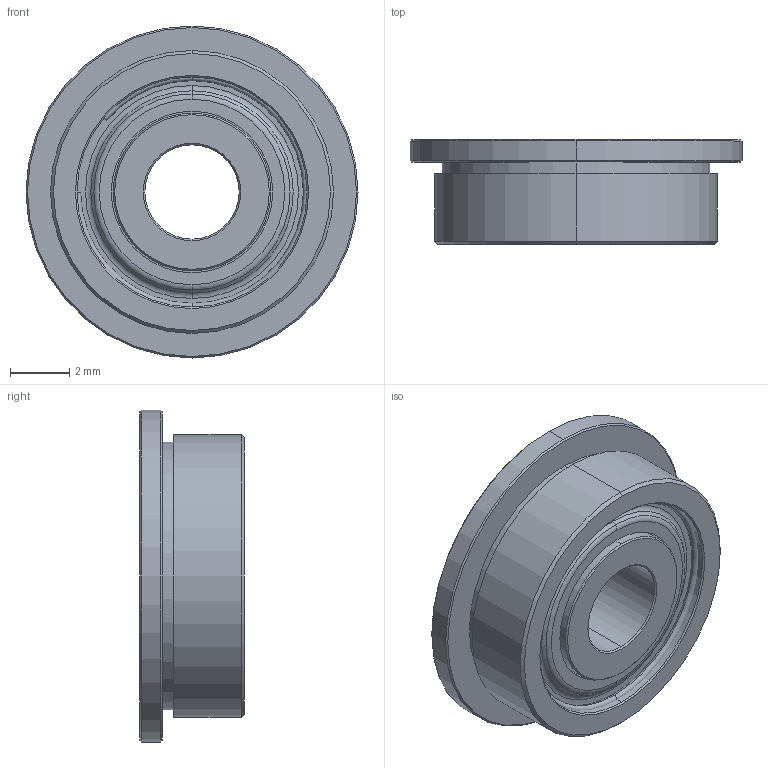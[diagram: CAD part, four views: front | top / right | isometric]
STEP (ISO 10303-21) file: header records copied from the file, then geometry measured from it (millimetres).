
FILE_DESCRIPTION (( 'STEP AP203' ), '1' );
FILE_NAME ('535206.STEP', '2016-10-06T21:57:04', ( '' ), ( '' ), 'SwSTEP 2.0', 'SolidWorks 2014', '' );
FILE_SCHEMA (( 'CONFIG_CONTROL_DESIGN' ));
Length unit declared in the file: inch
Products named in the file (1): 535206
Bounding box: 11.18 x 3.53 x 11.18 mm (x, y, z)
Volume: 220.4 mm3; surface area: 451 mm2
Topology: 3 solids, 3 shells, 84 faces, 164 edges, 98 vertices
Faces by surface type: cylinder 24, cone 22, torus 20, plane 18
Entity records: 2253 total; most frequent: DIRECTION 452, CARTESIAN_POINT 347, ORIENTED_EDGE 328, AXIS2_PLACEMENT_3D 203, EDGE_CURVE 164, CIRCLE 118, VERTEX_POINT 98, EDGE_LOOP 98
